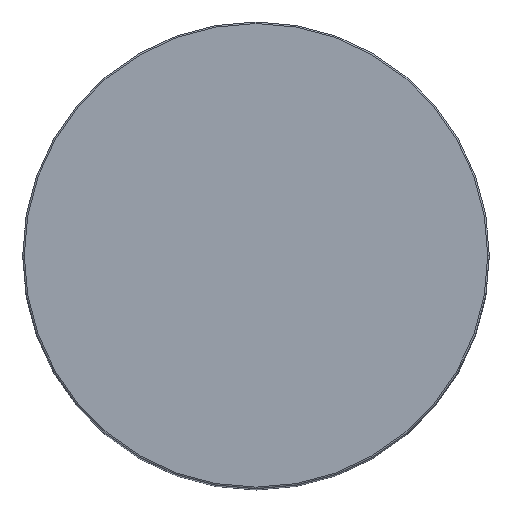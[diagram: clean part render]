
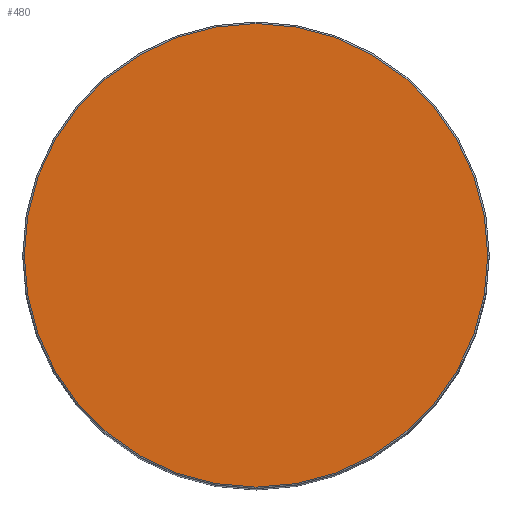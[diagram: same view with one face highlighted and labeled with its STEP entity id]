
A CAD part, top view. The second image highlights one B-rep face of the part: STEP entity #480.
In plain terms, the highlighted planar face has unit normal (0, 0, 1).
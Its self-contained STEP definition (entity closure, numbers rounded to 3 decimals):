
#170=CARTESIAN_POINT('',(0.,0.,50.));
#171=DIRECTION('',(0.,0.,1.));
#172=DIRECTION('',(1.,0.,0.));
#173=AXIS2_PLACEMENT_3D('',#170,#171,#172);
#175=CARTESIAN_POINT('',(0.,0.,50.));
#176=DIRECTION('',(0.,0.,1.));
#177=DIRECTION('',(-1.,0.,0.));
#178=AXIS2_PLACEMENT_3D('',#175,#176,#177);
#205=CARTESIAN_POINT('',(14.9,0.,50.));
#206=CARTESIAN_POINT('',(-14.9,0.,50.));
#207=VERTEX_POINT('',#205);
#208=VERTEX_POINT('',#206);
#470=CARTESIAN_POINT('',(0.,0.,50.));
#471=DIRECTION('',(0.,0.,1.));
#472=DIRECTION('',(1.,0.,0.));
#473=AXIS2_PLACEMENT_3D('',#470,#471,#472);
#474=PLANE('',#473);
#475=ORIENTED_EDGE('',*,*,#453,.F.);
#477=ORIENTED_EDGE('',*,*,#476,.F.);
#478=EDGE_LOOP('',(#475,#477));
#479=FACE_OUTER_BOUND('',#478,.F.);
#480=ADVANCED_FACE('',(#479),#474,.T.);
#174=CIRCLE('',#173,14.9);
#179=CIRCLE('',#178,14.9);
#453=EDGE_CURVE('',#207,#208,#174,.T.);
#476=EDGE_CURVE('',#208,#207,#179,.T.);
